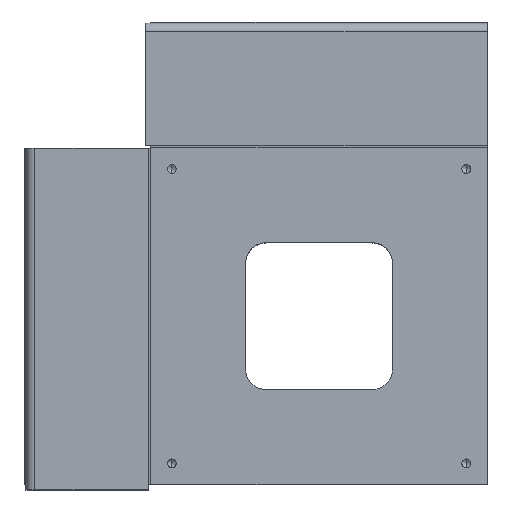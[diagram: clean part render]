
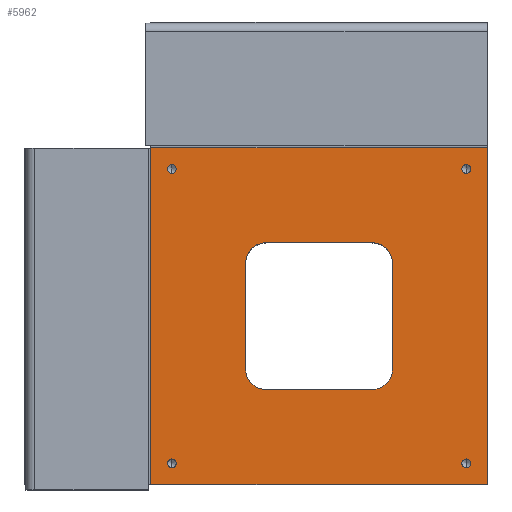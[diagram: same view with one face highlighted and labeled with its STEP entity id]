
A CAD part, top view. The second image highlights one B-rep face of the part: STEP entity #5962.
In plain terms, the highlighted planar face has unit normal (0, 0, 1).
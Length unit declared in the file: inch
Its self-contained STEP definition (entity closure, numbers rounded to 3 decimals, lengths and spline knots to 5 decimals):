
#4704=CARTESIAN_POINT('',(3.6035,-11.5,0.78));
#4705=VERTEX_POINT('',#4704);
#4721=CARTESIAN_POINT('',(3.3965,-11.5,0.78));
#4722=VERTEX_POINT('',#4721);
#4729=CARTESIAN_POINT('',(3.5,-11.5,0.78));
#4730=DIRECTION('',(0.0,0.0,-1.0));
#4731=DIRECTION('',(1.0,0.0,0.0));
#4732=AXIS2_PLACEMENT_3D('',#4729,#4730,#4731);
#4733=CIRCLE('',#4732,0.1035);
#4734=EDGE_CURVE('',#4705,#4722,#4733,.T.);
#4817=CARTESIAN_POINT('',(3.6035,-4.5,0.78));
#4818=VERTEX_POINT('',#4817);
#4834=CARTESIAN_POINT('',(3.3965,-4.5,0.78));
#4835=VERTEX_POINT('',#4834);
#4842=CARTESIAN_POINT('',(3.5,-4.5,0.78));
#4843=DIRECTION('',(0.0,0.0,-1.0));
#4844=DIRECTION('',(1.0,0.0,0.0));
#4845=AXIS2_PLACEMENT_3D('',#4842,#4843,#4844);
#4846=CIRCLE('',#4845,0.1035);
#4847=EDGE_CURVE('',#4818,#4835,#4846,.T.);
#4930=CARTESIAN_POINT('',(-3.3965,-11.5,0.78));
#4931=VERTEX_POINT('',#4930);
#4947=CARTESIAN_POINT('',(-3.6035,-11.5,0.78));
#4948=VERTEX_POINT('',#4947);
#4955=CARTESIAN_POINT('',(-3.5,-11.5,0.78));
#4956=DIRECTION('',(0.0,0.0,-1.0));
#4957=DIRECTION('',(1.0,0.0,0.0));
#4958=AXIS2_PLACEMENT_3D('',#4955,#4956,#4957);
#4959=CIRCLE('',#4958,0.1035);
#4960=EDGE_CURVE('',#4931,#4948,#4959,.T.);
#5043=CARTESIAN_POINT('',(-3.3965,-4.5,0.78));
#5044=VERTEX_POINT('',#5043);
#5060=CARTESIAN_POINT('',(-3.6035,-4.5,0.78));
#5061=VERTEX_POINT('',#5060);
#5068=CARTESIAN_POINT('',(-3.5,-4.5,0.78));
#5069=DIRECTION('',(0.0,0.0,-1.0));
#5070=DIRECTION('',(1.0,0.0,0.0));
#5071=AXIS2_PLACEMENT_3D('',#5068,#5069,#5070);
#5072=CIRCLE('',#5071,0.1035);
#5073=EDGE_CURVE('',#5044,#5061,#5072,.T.);
#5133=CARTESIAN_POINT('',(1.60355,-9.60355,0.78));
#5134=VERTEX_POINT('',#5133);
#5143=CARTESIAN_POINT('',(1.75,-9.25,0.78));
#5144=VERTEX_POINT('',#5143);
#5145=CARTESIAN_POINT('',(1.25,-9.25,0.78));
#5146=DIRECTION('',(0.0,0.0,1.0));
#5147=DIRECTION('',(0.707,-0.707,0.0));
#5148=AXIS2_PLACEMENT_3D('',#5145,#5146,#5147);
#5149=CIRCLE('',#5148,0.5);
#5150=EDGE_CURVE('',#5134,#5144,#5149,.T.);
#5175=CARTESIAN_POINT('',(1.60355,-6.39645,0.78));
#5176=VERTEX_POINT('',#5175);
#5185=CARTESIAN_POINT('',(1.25,-6.25,0.78));
#5186=VERTEX_POINT('',#5185);
#5187=CARTESIAN_POINT('',(1.25,-6.75,0.78));
#5188=DIRECTION('',(0.0,0.0,1.0));
#5189=DIRECTION('',(0.707,0.707,0.0));
#5190=AXIS2_PLACEMENT_3D('',#5187,#5188,#5189);
#5191=CIRCLE('',#5190,0.5);
#5192=EDGE_CURVE('',#5176,#5186,#5191,.T.);
#5217=CARTESIAN_POINT('',(-1.60355,-6.39645,0.78));
#5218=VERTEX_POINT('',#5217);
#5227=CARTESIAN_POINT('',(-1.75,-6.75,0.78));
#5228=VERTEX_POINT('',#5227);
#5229=CARTESIAN_POINT('',(-1.25,-6.75,0.78));
#5230=DIRECTION('',(0.0,0.0,1.0));
#5231=DIRECTION('',(-0.707,0.707,0.0));
#5232=AXIS2_PLACEMENT_3D('',#5229,#5230,#5231);
#5233=CIRCLE('',#5232,0.5);
#5234=EDGE_CURVE('',#5218,#5228,#5233,.T.);
#5259=CARTESIAN_POINT('',(-1.60355,-9.60355,0.78));
#5260=VERTEX_POINT('',#5259);
#5269=CARTESIAN_POINT('',(-1.25,-9.75,0.78));
#5270=VERTEX_POINT('',#5269);
#5271=CARTESIAN_POINT('',(-1.25,-9.25,0.78));
#5272=DIRECTION('',(0.0,0.0,1.0));
#5273=DIRECTION('',(-0.707,-0.707,0.0));
#5274=AXIS2_PLACEMENT_3D('',#5271,#5272,#5273);
#5275=CIRCLE('',#5274,0.5);
#5276=EDGE_CURVE('',#5260,#5270,#5275,.T.);
#5311=CARTESIAN_POINT('',(-1.75,-9.25,0.78));
#5312=VERTEX_POINT('',#5311);
#5319=CARTESIAN_POINT('',(-1.25,-9.25,0.78));
#5320=DIRECTION('',(0.0,0.0,1.0));
#5321=DIRECTION('',(-0.707,-0.707,0.0));
#5322=AXIS2_PLACEMENT_3D('',#5319,#5320,#5321);
#5323=CIRCLE('',#5322,0.5);
#5324=EDGE_CURVE('',#5312,#5260,#5323,.T.);
#5335=CARTESIAN_POINT('',(1.25,-9.75,0.78));
#5336=VERTEX_POINT('',#5335);
#5337=CARTESIAN_POINT('',(1.25,-9.75,0.78));
#5338=DIRECTION('',(-1.0,0.0,0.0));
#5339=VECTOR('',#5338,2.5);
#5340=LINE('',#5337,#5339);
#5341=EDGE_CURVE('',#5336,#5270,#5340,.T.);
#5375=CARTESIAN_POINT('',(-1.25,-6.25,0.78));
#5376=VERTEX_POINT('',#5375);
#5383=CARTESIAN_POINT('',(-1.25,-6.75,0.78));
#5384=DIRECTION('',(0.0,0.0,1.0));
#5385=DIRECTION('',(-0.707,0.707,0.0));
#5386=AXIS2_PLACEMENT_3D('',#5383,#5384,#5385);
#5387=CIRCLE('',#5386,0.5);
#5388=EDGE_CURVE('',#5376,#5218,#5387,.T.);
#5406=CARTESIAN_POINT('',(-1.75,-9.25,0.78));
#5407=DIRECTION('',(0.0,1.0,0.0));
#5408=VECTOR('',#5407,2.5);
#5409=LINE('',#5406,#5408);
#5410=EDGE_CURVE('',#5312,#5228,#5409,.T.);
#5430=CARTESIAN_POINT('',(1.75,-6.75,0.78));
#5431=VERTEX_POINT('',#5430);
#5438=CARTESIAN_POINT('',(1.25,-6.75,0.78));
#5439=DIRECTION('',(0.0,0.0,1.0));
#5440=DIRECTION('',(0.707,0.707,0.0));
#5441=AXIS2_PLACEMENT_3D('',#5438,#5439,#5440);
#5442=CIRCLE('',#5441,0.5);
#5443=EDGE_CURVE('',#5431,#5176,#5442,.T.);
#5461=CARTESIAN_POINT('',(-1.25,-6.25,0.78));
#5462=DIRECTION('',(1.0,0.0,0.0));
#5463=VECTOR('',#5462,2.5);
#5464=LINE('',#5461,#5463);
#5465=EDGE_CURVE('',#5376,#5186,#5464,.T.);
#5484=CARTESIAN_POINT('',(1.25,-9.25,0.78));
#5485=DIRECTION('',(0.0,0.0,1.0));
#5486=DIRECTION('',(0.707,-0.707,0.0));
#5487=AXIS2_PLACEMENT_3D('',#5484,#5485,#5486);
#5488=CIRCLE('',#5487,0.5);
#5489=EDGE_CURVE('',#5336,#5134,#5488,.T.);
#5507=CARTESIAN_POINT('',(1.75,-6.75,0.78));
#5508=DIRECTION('',(0.0,-1.0,0.0));
#5509=VECTOR('',#5508,2.5);
#5510=LINE('',#5507,#5509);
#5511=EDGE_CURVE('',#5431,#5144,#5510,.T.);
#5575=CARTESIAN_POINT('',(-3.5,-4.5,0.78));
#5576=DIRECTION('',(0.0,0.0,-1.0));
#5577=DIRECTION('',(1.0,0.0,0.0));
#5578=AXIS2_PLACEMENT_3D('',#5575,#5576,#5577);
#5579=CIRCLE('',#5578,0.1035);
#5580=EDGE_CURVE('',#5061,#5044,#5579,.T.);
#5646=CARTESIAN_POINT('',(-3.5,-11.5,0.78));
#5647=DIRECTION('',(0.0,0.0,-1.0));
#5648=DIRECTION('',(1.0,0.0,0.0));
#5649=AXIS2_PLACEMENT_3D('',#5646,#5647,#5648);
#5650=CIRCLE('',#5649,0.1035);
#5651=EDGE_CURVE('',#4948,#4931,#5650,.T.);
#5717=CARTESIAN_POINT('',(3.5,-4.5,0.78));
#5718=DIRECTION('',(0.0,0.0,-1.0));
#5719=DIRECTION('',(1.0,0.0,0.0));
#5720=AXIS2_PLACEMENT_3D('',#5717,#5718,#5719);
#5721=CIRCLE('',#5720,0.1035);
#5722=EDGE_CURVE('',#4835,#4818,#5721,.T.);
#5788=CARTESIAN_POINT('',(3.5,-11.5,0.78));
#5789=DIRECTION('',(0.0,0.0,-1.0));
#5790=DIRECTION('',(1.0,0.0,0.0));
#5791=AXIS2_PLACEMENT_3D('',#5788,#5789,#5790);
#5792=CIRCLE('',#5791,0.1035);
#5793=EDGE_CURVE('',#4722,#4705,#5792,.T.);
#5876=CARTESIAN_POINT('',(-4.0,-12.0,0.78));
#5877=VERTEX_POINT('',#5876);
#5884=CARTESIAN_POINT('',(-4.0,-4.0,0.78));
#5885=VERTEX_POINT('',#5884);
#5886=CARTESIAN_POINT('',(-4.0,-4.0,0.78));
#5887=DIRECTION('',(0.0,-1.0,0.0));
#5888=VECTOR('',#5887,8.0);
#5889=LINE('',#5886,#5888);
#5890=EDGE_CURVE('',#5885,#5877,#5889,.T.);
#5902=CARTESIAN_POINT('',(-4.0,-4.0,0.78));
#5903=DIRECTION('',(0.0,0.0,1.0));
#5904=DIRECTION('',(1.0,0.0,0.0));
#5905=AXIS2_PLACEMENT_3D('',#5902,#5903,#5904);
#5906=PLANE('',#5905);
#5907=CARTESIAN_POINT('',(4.,-12.0,0.78));
#5908=VERTEX_POINT('',#5907);
#5909=CARTESIAN_POINT('',(-4.0,-12.0,0.78));
#5910=DIRECTION('',(1.0,0.0,0.0));
#5911=VECTOR('',#5910,8.);
#5912=LINE('',#5909,#5911);
#5913=EDGE_CURVE('',#5877,#5908,#5912,.T.);
#5914=ORIENTED_EDGE('',*,*,#5913,.T.);
#5915=CARTESIAN_POINT('',(4.,-4.0,0.78));
#5916=VERTEX_POINT('',#5915);
#5917=CARTESIAN_POINT('',(4.,-4.0,0.78));
#5918=DIRECTION('',(0.0,-1.0,0.0));
#5919=VECTOR('',#5918,8.0);
#5920=LINE('',#5917,#5919);
#5921=EDGE_CURVE('',#5916,#5908,#5920,.T.);
#5922=ORIENTED_EDGE('',*,*,#5921,.F.);
#5923=CARTESIAN_POINT('',(-4.0,-4.0,0.78));
#5924=DIRECTION('',(1.0,0.0,0.0));
#5925=VECTOR('',#5924,8.);
#5926=LINE('',#5923,#5925);
#5927=EDGE_CURVE('',#5885,#5916,#5926,.T.);
#5928=ORIENTED_EDGE('',*,*,#5927,.F.);
#5929=ORIENTED_EDGE('',*,*,#5890,.T.);
#5930=EDGE_LOOP('',(#5914,#5922,#5928,#5929));
#5931=FACE_OUTER_BOUND('',#5930,.T.);
#5932=ORIENTED_EDGE('',*,*,#5341,.T.);
#5933=ORIENTED_EDGE('',*,*,#5276,.F.);
#5934=ORIENTED_EDGE('',*,*,#5324,.F.);
#5935=ORIENTED_EDGE('',*,*,#5410,.T.);
#5936=ORIENTED_EDGE('',*,*,#5234,.F.);
#5937=ORIENTED_EDGE('',*,*,#5388,.F.);
#5938=ORIENTED_EDGE('',*,*,#5465,.T.);
#5939=ORIENTED_EDGE('',*,*,#5192,.F.);
#5940=ORIENTED_EDGE('',*,*,#5443,.F.);
#5941=ORIENTED_EDGE('',*,*,#5511,.T.);
#5942=ORIENTED_EDGE('',*,*,#5150,.F.);
#5943=ORIENTED_EDGE('',*,*,#5489,.F.);
#5944=EDGE_LOOP('',(#5932,#5933,#5934,#5935,#5936,#5937,#5938,#5939,#5940,#5941,#5942,#5943));
#5945=FACE_BOUND('',#5944,.T.);
#5946=ORIENTED_EDGE('',*,*,#5073,.T.);
#5947=ORIENTED_EDGE('',*,*,#5580,.T.);
#5948=EDGE_LOOP('',(#5946,#5947));
#5949=FACE_BOUND('',#5948,.T.);
#5950=ORIENTED_EDGE('',*,*,#4960,.T.);
#5951=ORIENTED_EDGE('',*,*,#5651,.T.);
#5952=EDGE_LOOP('',(#5950,#5951));
#5953=FACE_BOUND('',#5952,.T.);
#5954=ORIENTED_EDGE('',*,*,#4847,.T.);
#5955=ORIENTED_EDGE('',*,*,#5722,.T.);
#5956=EDGE_LOOP('',(#5954,#5955));
#5957=FACE_BOUND('',#5956,.T.);
#5958=ORIENTED_EDGE('',*,*,#4734,.T.);
#5959=ORIENTED_EDGE('',*,*,#5793,.T.);
#5960=EDGE_LOOP('',(#5958,#5959));
#5961=FACE_BOUND('',#5960,.T.);
#5962=ADVANCED_FACE('',(#5931,#5945,#5949,#5953,#5957,#5961),#5906,.T.);
